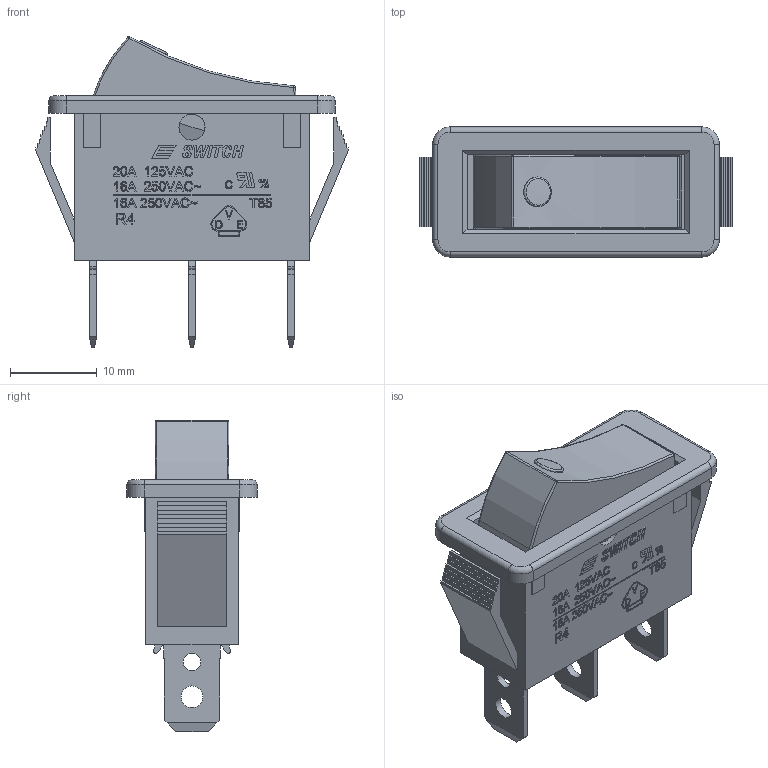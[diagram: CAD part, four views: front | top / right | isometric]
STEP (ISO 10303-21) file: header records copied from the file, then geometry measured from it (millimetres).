
FILE_DESCRIPTION((''),'2;1');
FILE_NAME('R4BxxxxxxxFx.stp','2017-07-27T15:06:59',('mroman'),(''),'Autodesk Inventor 2012','Autodesk Inventor 2012','');
FILE_SCHEMA(('CONFIG_CONTROL_DESIGN'));
Length unit declared in the file: inch
Products named in the file (1): Part47
Bounding box: 36 x 15 x 35.83 mm (x, y, z)
Volume: 3170.3 mm3; surface area: 6467.3 mm2
Topology: 1 solids, 1 shells, 1023 faces, 2730 edges, 1802 vertices
Faces by surface type: plane 641, bspline 301, cylinder 65, torus 10, sphere 4, cone 2
Full cylindrical faces by diameter (mm): 2 x4, 2.5 x3, 3 x4, 3.4 x1, 3.44 x1
Entity records: 34440 total; most frequent: CARTESIAN_POINT 9872, ORIENTED_EDGE 5422, DIRECTION 3702, EDGE_CURVE 2711, VECTOR 1942, LINE 1942, VERTEX_POINT 1796, EDGE_LOOP 1143
